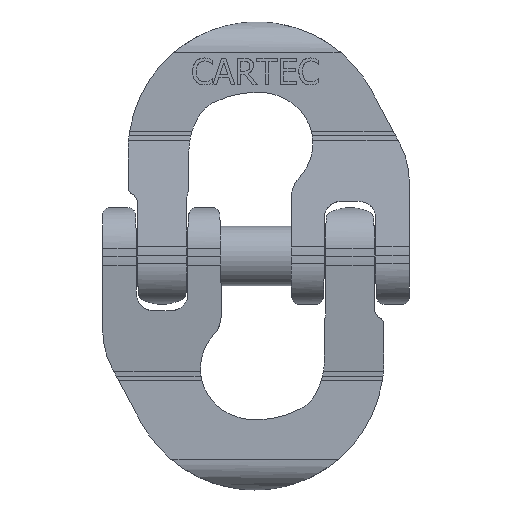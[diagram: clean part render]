
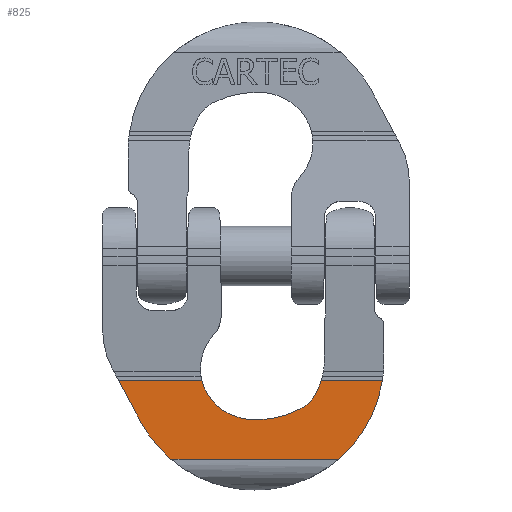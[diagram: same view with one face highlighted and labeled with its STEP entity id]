
A CAD part, front view. The second image highlights one B-rep face of the part: STEP entity #825.
In plain terms, the highlighted planar face has unit normal (0, -1, 0).
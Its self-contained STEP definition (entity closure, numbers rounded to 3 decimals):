
#825=ADVANCED_FACE('',(#1707),#1708,.T.);
#1707=FACE_OUTER_BOUND('',#3182,.T.);
#1708=PLANE('',#3183);
#3182=EDGE_LOOP('',(#5642,#5643,#5644,#5645,#5646,#5647,#5648,#5649,#5650,#5651,#5652));
#3183=AXIS2_PLACEMENT_3D('',#5653,#5654,#5655);
#5642=ORIENTED_EDGE('',*,*,#7247,.F.);
#5643=ORIENTED_EDGE('',*,*,#7248,.F.);
#5644=ORIENTED_EDGE('',*,*,#7249,.F.);
#5645=ORIENTED_EDGE('',*,*,#7250,.F.);
#5646=ORIENTED_EDGE('',*,*,#7251,.F.);
#5647=ORIENTED_EDGE('',*,*,#7222,.F.);
#5648=ORIENTED_EDGE('',*,*,#7252,.F.);
#5649=ORIENTED_EDGE('',*,*,#7253,.F.);
#5650=ORIENTED_EDGE('',*,*,#7218,.T.);
#5651=ORIENTED_EDGE('',*,*,#7254,.F.);
#5652=ORIENTED_EDGE('',*,*,#7226,.F.);
#5653=CARTESIAN_POINT('',(-40.975,3.8,-5.501));
#5654=DIRECTION('',(0.0,-1.0,0.));
#5655=DIRECTION('',(0.0,0.,-1.0));
#7218=EDGE_CURVE('',#8930,#8928,#8931,.T.);
#7222=EDGE_CURVE('',#8934,#8936,#8937,.T.);
#7226=EDGE_CURVE('',#8940,#8942,#8943,.T.);
#7247=EDGE_CURVE('',#8970,#8940,#8971,.T.);
#7248=EDGE_CURVE('',#8972,#8970,#8973,.T.);
#7249=EDGE_CURVE('',#8974,#8972,#8975,.T.);
#7250=EDGE_CURVE('',#8976,#8974,#8977,.T.);
#7251=EDGE_CURVE('',#8936,#8976,#8978,.T.);
#7252=EDGE_CURVE('',#8979,#8934,#8980,.T.);
#7253=EDGE_CURVE('',#8930,#8979,#8981,.T.);
#7254=EDGE_CURVE('',#8942,#8928,#8982,.T.);
#8928=VERTEX_POINT('',#11984);
#8930=VERTEX_POINT('',#11997);
#8931=LINE('',#11998,#11999);
#8934=VERTEX_POINT('',#12011);
#8936=VERTEX_POINT('',#12013);
#8937=LINE('',#12014,#12015);
#8940=VERTEX_POINT('',#12023);
#8942=VERTEX_POINT('',#12030);
#8943=LINE('',#12031,#12032);
#8970=VERTEX_POINT('',#12073);
#8971=CIRCLE('',#12074,18.525);
#8972=VERTEX_POINT('',#12075);
#8973=CIRCLE('',#12076,9.025);
#8974=VERTEX_POINT('',#12077);
#8975=CIRCLE('',#12078,26.522);
#8976=VERTEX_POINT('',#12079);
#8977=CIRCLE('',#12080,16.025);
#8978=CIRCLE('',#12081,13.383);
#8979=VERTEX_POINT('',#12082);
#8980=LINE('',#12083,#12084);
#8981=CIRCLE('',#12085,34.975);
#8982=CIRCLE('',#12086,34.675);
#11984=CARTESIAN_POINT('',(22.498,3.8,-26.686));
#11997=CARTESIAN_POINT('',(-22.608,3.8,-26.686));
#11998=CARTESIAN_POINT('',(-40.975,3.8,-26.686));
#11999=VECTOR('',#13247,10.0);
#12011=CARTESIAN_POINT('',(-36.691,3.8,-5.501));
#12013=CARTESIAN_POINT('',(-14.284,3.8,-5.501));
#12014=CARTESIAN_POINT('',(-40.975,3.8,-5.501));
#12015=VECTOR('',#13251,10.0);
#12023=CARTESIAN_POINT('',(17.833,3.8,-5.501));
#12030=CARTESIAN_POINT('',(34.283,3.8,-5.501));
#12031=CARTESIAN_POINT('',(-40.975,3.8,-5.501));
#12032=VECTOR('',#13252,10.0);
#12073=CARTESIAN_POINT('',(15.87,3.8,-9.832));
#12074=AXIS2_PLACEMENT_3D('',#13284,#13285,#13286);
#12075=CARTESIAN_POINT('',(12.385,3.8,-13.075));
#12076=AXIS2_PLACEMENT_3D('',#13287,#13288,#13289);
#12077=CARTESIAN_POINT('',(0.187,3.8,-16.105));
#12078=AXIS2_PLACEMENT_3D('',#13290,#13291,#13292);
#12079=CARTESIAN_POINT('',(-8.395,3.8,-13.657));
#12080=AXIS2_PLACEMENT_3D('',#13293,#13294,#13295);
#12081=AXIS2_PLACEMENT_3D('',#13296,#13297,#13298);
#12082=CARTESIAN_POINT('',(-30.876,3.8,-16.43));
#12083=CARTESIAN_POINT('',(-34.256,3.8,-10.077));
#12084=VECTOR('',#13299,10.0);
#12085=AXIS2_PLACEMENT_3D('',#13300,#13301,#13302);
#12086=AXIS2_PLACEMENT_3D('',#13303,#13304,#13305);
#13247=DIRECTION('',(1.0,0.0,0.0));
#13251=DIRECTION('',(1.0,0.0,0.0));
#13252=DIRECTION('',(1.0,0.0,0.0));
#13284=CARTESIAN_POINT('',(0.119,3.8,-0.08));
#13285=DIRECTION('',(0.,-1.0,0.));
#13286=DIRECTION('',(-1.,0.0,-0.004));
#13287=CARTESIAN_POINT('',(8.196,3.8,-5.081));
#13288=DIRECTION('',(0.,-1.0,0.));
#13289=DIRECTION('',(-0.85,0.,0.526));
#13290=CARTESIAN_POINT('',(0.074,3.8,10.416));
#13291=DIRECTION('',(0.,-1.0,0.));
#13292=DIRECTION('',(-0.464,0.0,0.886));
#13293=CARTESIAN_POINT('',(0.119,3.8,-0.08));
#13294=DIRECTION('',(0.,-1.0,0.));
#13295=DIRECTION('',(-0.004,0.,1.));
#13296=CARTESIAN_POINT('',(-1.285,3.8,-2.319));
#13297=DIRECTION('',(0.,-1.0,0.));
#13298=DIRECTION('',(0.531,0.0,0.847));
#13299=DIRECTION('',(-0.47,0.,0.883));
#13300=CARTESIAN_POINT('',(0.0,3.8,0.0));
#13301=DIRECTION('',(0.,1.0,0.));
#13302=DIRECTION('',(0.,0.,-1.0));
#13303=CARTESIAN_POINT('',(0.0,3.8,-0.3));
#13304=DIRECTION('',(-0.0,1.0,0.));
#13305=DIRECTION('',(1.0,0.0,0.0));
